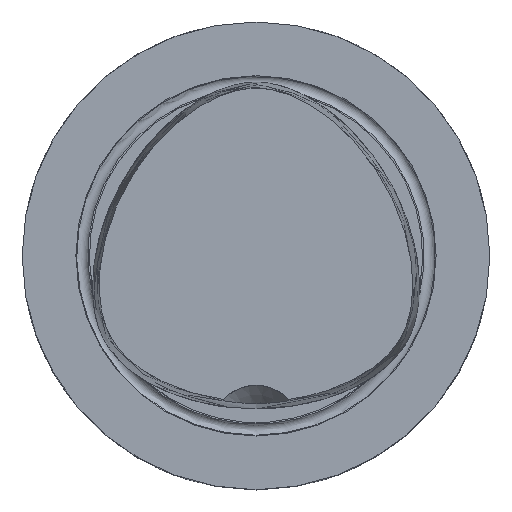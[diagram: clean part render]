
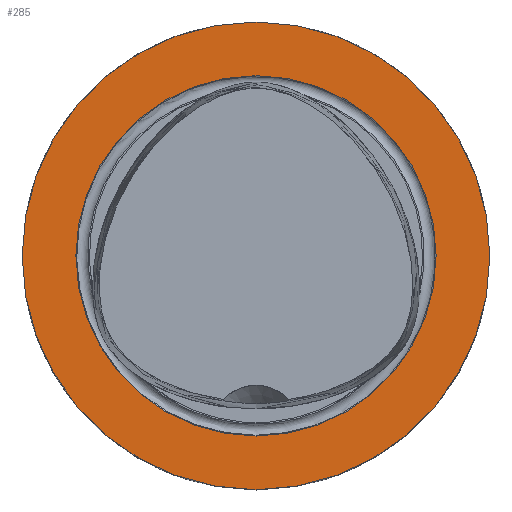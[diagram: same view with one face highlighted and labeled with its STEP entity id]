
A CAD part, top view. The second image highlights one B-rep face of the part: STEP entity #285.
In plain terms, the highlighted planar face has unit normal (0, 0, 1).
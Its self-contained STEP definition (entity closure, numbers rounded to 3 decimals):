
#144=FACE_BOUND('',#509,.T.);
#145=FACE_BOUND('',#510,.T.);
#285=ADVANCED_FACE('',(#144,#145),#358,.T.);
#358=PLANE('',#1723);
#509=EDGE_LOOP('',(#845));
#510=EDGE_LOOP('',(#846));
#580=CIRCLE('',#1689,31.5);
#596=CIRCLE('',#1722,24.264);
#845=ORIENTED_EDGE('',*,*,#1273,.F.);
#846=ORIENTED_EDGE('',*,*,#1332,.F.);
#1113=VERTEX_POINT('',#2378);
#1153=VERTEX_POINT('',#7137);
#1273=EDGE_CURVE('',#1113,#1113,#580,.T.);
#1332=EDGE_CURVE('',#1153,#1153,#596,.T.);
#1689=AXIS2_PLACEMENT_3D('',#2377,#1919,#1920);
#1722=AXIS2_PLACEMENT_3D('',#7136,#1993,#1994);
#1723=AXIS2_PLACEMENT_3D('',#7138,#1995,#1996);
#1919=DIRECTION('',(0.,0.,-1.));
#1920=DIRECTION('',(1.,0.,0.));
#1993=DIRECTION('',(0.,0.,1.));
#1994=DIRECTION('',(1.,0.,0.));
#1995=DIRECTION('',(0.,0.,1.));
#1996=DIRECTION('',(-1.,0.,0.));
#2377=CARTESIAN_POINT('',(0.,0.,0.));
#2378=CARTESIAN_POINT('',(31.5,0.,0.));
#7136=CARTESIAN_POINT('',(0.,0.,0.));
#7137=CARTESIAN_POINT('',(24.264,0.,0.));
#7138=CARTESIAN_POINT('',(0.,0.,0.));
